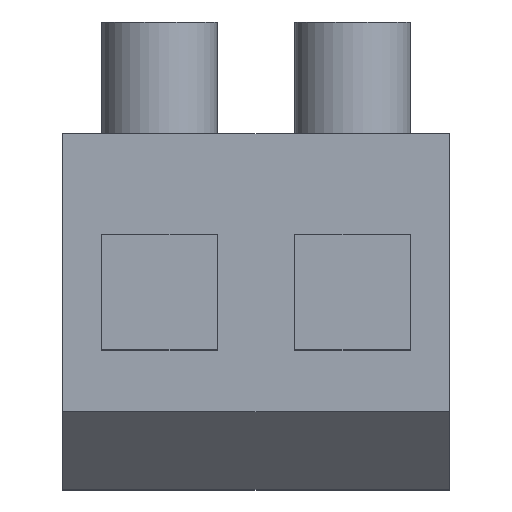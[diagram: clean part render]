
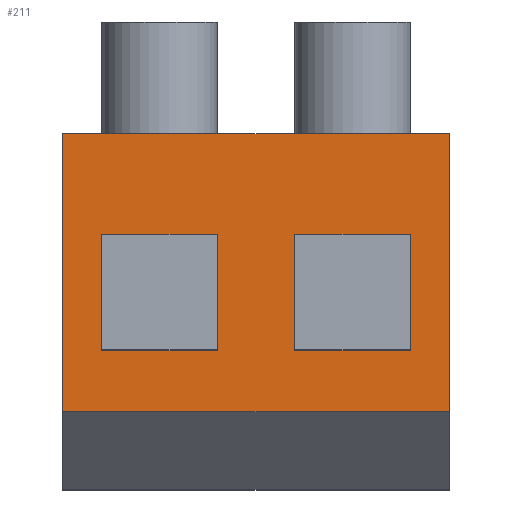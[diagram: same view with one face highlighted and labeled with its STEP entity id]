
A CAD part, top view. The second image highlights one B-rep face of the part: STEP entity #211.
In plain terms, the highlighted planar face has unit normal (0, 0, 1).
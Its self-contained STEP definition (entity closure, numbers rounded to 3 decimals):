
#211=ADVANCED_FACE('',(#529,#531,#533),#535,.T.);
#529=FACE_BOUND('',#530,.T.);
#530=EDGE_LOOP('',(#772,#773,#774,#775));
#531=FACE_BOUND('',#532,.T.);
#532=EDGE_LOOP('',(#776,#777,#778,#779));
#533=FACE_BOUND('',#534,.T.);
#534=EDGE_LOOP('',(#780,#781,#782,#783));
#535=PLANE('',#536);
#536=AXIS2_PLACEMENT_3D('',#537,#538,#539);
#537=CARTESIAN_POINT('',(0.,0.,12.1));
#538=DIRECTION('',(0.,0.,1.));
#539=DIRECTION('',(1.,0.,0.));
#772=ORIENTED_EDGE('',*,*,#892,.T.);
#773=ORIENTED_EDGE('',*,*,#879,.T.);
#774=ORIENTED_EDGE('',*,*,#873,.T.);
#775=ORIENTED_EDGE('',*,*,#883,.T.);
#776=ORIENTED_EDGE('',*,*,#893,.F.);
#777=ORIENTED_EDGE('',*,*,#894,.F.);
#778=ORIENTED_EDGE('',*,*,#895,.F.);
#779=ORIENTED_EDGE('',*,*,#896,.F.);
#780=ORIENTED_EDGE('',*,*,#897,.F.);
#781=ORIENTED_EDGE('',*,*,#898,.F.);
#782=ORIENTED_EDGE('',*,*,#899,.F.);
#783=ORIENTED_EDGE('',*,*,#900,.F.);
#873=EDGE_CURVE('',#971,#969,#972,.T.);
#879=EDGE_CURVE('',#979,#971,#982,.T.);
#883=EDGE_CURVE('',#969,#986,#988,.T.);
#892=EDGE_CURVE('',#986,#979,#1001,.T.);
#893=EDGE_CURVE('',#1002,#1003,#1004,.T.);
#894=EDGE_CURVE('',#1005,#1002,#1006,.T.);
#895=EDGE_CURVE('',#1007,#1005,#1008,.T.);
#896=EDGE_CURVE('',#1003,#1007,#1009,.T.);
#897=EDGE_CURVE('',#1010,#1011,#1012,.T.);
#898=EDGE_CURVE('',#1013,#1010,#1014,.T.);
#899=EDGE_CURVE('',#1015,#1013,#1016,.T.);
#900=EDGE_CURVE('',#1011,#1015,#1017,.T.);
#969=VERTEX_POINT('',#1156);
#971=VERTEX_POINT('',#1160);
#972=LINE('',#1161,#1162);
#979=VERTEX_POINT('',#1178);
#982=LINE('',#1185,#1186);
#986=VERTEX_POINT('',#1195);
#988=LINE('',#1199,#1200);
#1001=LINE('',#1230,#1231);
#1002=VERTEX_POINT('',#1233);
#1003=VERTEX_POINT('',#1234);
#1004=LINE('',#1235,#1236);
#1005=VERTEX_POINT('',#1238);
#1006=LINE('',#1239,#1240);
#1007=VERTEX_POINT('',#1242);
#1008=LINE('',#1243,#1244);
#1009=LINE('',#1246,#1247);
#1010=VERTEX_POINT('',#1249);
#1011=VERTEX_POINT('',#1250);
#1012=LINE('',#1251,#1252);
#1013=VERTEX_POINT('',#1254);
#1014=LINE('',#1255,#1256);
#1015=VERTEX_POINT('',#1258);
#1016=LINE('',#1259,#1260);
#1017=LINE('',#1262,#1263);
#1156=CARTESIAN_POINT('',(0.,9.2,12.1));
#1160=CARTESIAN_POINT('',(10.,9.2,12.1));
#1161=CARTESIAN_POINT('',(10.,9.2,12.1));
#1162=VECTOR('',#1163,1.);
#1163=DIRECTION('',(-1.,0.,0.));
#1178=CARTESIAN_POINT('',(10.,2.,12.1));
#1185=CARTESIAN_POINT('',(10.,2.,12.1));
#1186=VECTOR('',#1187,1.);
#1187=DIRECTION('',(0.,1.,0.));
#1195=CARTESIAN_POINT('',(0.,2.,12.1));
#1199=CARTESIAN_POINT('',(0.,9.2,12.1));
#1200=VECTOR('',#1201,1.);
#1201=DIRECTION('',(0.,-1.,0.));
#1230=CARTESIAN_POINT('',(0.,2.,12.1));
#1231=VECTOR('',#1232,1.);
#1232=DIRECTION('',(1.,0.,0.));
#1233=CARTESIAN_POINT('',(4.,3.6,12.1));
#1234=CARTESIAN_POINT('',(4.,6.6,12.1));
#1235=CARTESIAN_POINT('',(4.,3.6,12.1));
#1236=VECTOR('',#1237,1.);
#1237=DIRECTION('',(0.,1.,0.));
#1238=CARTESIAN_POINT('',(1.,3.6,12.1));
#1239=CARTESIAN_POINT('',(1.,3.6,12.1));
#1240=VECTOR('',#1241,1.);
#1241=DIRECTION('',(1.,0.,0.));
#1242=CARTESIAN_POINT('',(1.,6.6,12.1));
#1243=CARTESIAN_POINT('',(1.,6.6,12.1));
#1244=VECTOR('',#1245,1.);
#1245=DIRECTION('',(0.,-1.,0.));
#1246=CARTESIAN_POINT('',(4.,6.6,12.1));
#1247=VECTOR('',#1248,1.);
#1248=DIRECTION('',(-1.,0.,0.));
#1249=CARTESIAN_POINT('',(9.,3.6,12.1));
#1250=CARTESIAN_POINT('',(9.,6.6,12.1));
#1251=CARTESIAN_POINT('',(9.,3.6,12.1));
#1252=VECTOR('',#1253,1.);
#1253=DIRECTION('',(0.,1.,0.));
#1254=CARTESIAN_POINT('',(6.,3.6,12.1));
#1255=CARTESIAN_POINT('',(6.,3.6,12.1));
#1256=VECTOR('',#1257,1.);
#1257=DIRECTION('',(1.,0.,0.));
#1258=CARTESIAN_POINT('',(6.,6.6,12.1));
#1259=CARTESIAN_POINT('',(6.,6.6,12.1));
#1260=VECTOR('',#1261,1.);
#1261=DIRECTION('',(0.,-1.,0.));
#1262=CARTESIAN_POINT('',(9.,6.6,12.1));
#1263=VECTOR('',#1264,1.);
#1264=DIRECTION('',(-1.,0.,0.));
